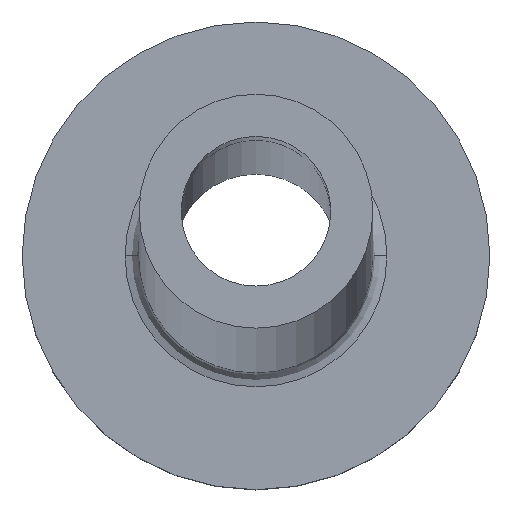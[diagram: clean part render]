
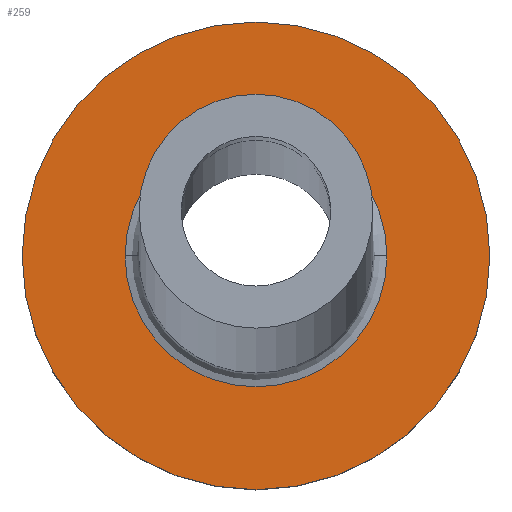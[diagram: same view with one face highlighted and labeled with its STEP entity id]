
A CAD part, top view. The second image highlights one B-rep face of the part: STEP entity #259.
In plain terms, the highlighted planar face has unit normal (0, 0, 1).
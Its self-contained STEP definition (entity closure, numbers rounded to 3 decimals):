
#14 = EDGE_CURVE ( 'NONE', #48, #405, #356, .T. ) ;
#18 = PLANE ( 'NONE',  #387 ) ;
#21 = CARTESIAN_POINT ( 'NONE',  ( -5., 0., 3. ) ) ;
#23 = DIRECTION ( 'NONE',  ( 1., 0., 0. ) ) ;
#26 = CARTESIAN_POINT ( 'NONE',  ( 2.8, 0., 3. ) ) ;
#48 = VERTEX_POINT ( 'NONE', #208 ) ;
#65 = DIRECTION ( 'NONE',  ( 1., 0., 0. ) ) ;
#91 = CIRCLE ( 'NONE', #305, 2.8 ) ;
#93 = CIRCLE ( 'NONE', #222, 5. ) ;
#100 = DIRECTION ( 'NONE',  ( 0., 0., 1. ) ) ;
#110 = EDGE_CURVE ( 'NONE', #416, #345, #93, .T. ) ;
#116 = ORIENTED_EDGE ( 'NONE', *, *, #14, .T. ) ;
#155 = DIRECTION ( 'NONE',  ( 0., 0., 1. ) ) ;
#160 = CARTESIAN_POINT ( 'NONE',  ( 0., 0., 3. ) ) ;
#161 = EDGE_LOOP ( 'NONE', ( #448, #116 ) ) ;
#162 = CARTESIAN_POINT ( 'NONE',  ( 5., 0., 3. ) ) ;
#168 = EDGE_LOOP ( 'NONE', ( #275, #281 ) ) ;
#172 = CARTESIAN_POINT ( 'NONE',  ( 0., 0., 3. ) ) ;
#176 = DIRECTION ( 'NONE',  ( 0., 0., -1. ) ) ;
#208 = CARTESIAN_POINT ( 'NONE',  ( -2.8, 0., 3. ) ) ;
#222 = AXIS2_PLACEMENT_3D ( 'NONE', #228, #155, #296 ) ;
#228 = CARTESIAN_POINT ( 'NONE',  ( 0., 0., 3. ) ) ;
#238 = DIRECTION ( 'NONE',  ( 0., 0., 1. ) ) ;
#252 = DIRECTION ( 'NONE',  ( 1., 0., 0. ) ) ;
#259 = ADVANCED_FACE ( 'NONE', ( #300, #329 ), #18, .T. ) ;
#275 = ORIENTED_EDGE ( 'NONE', *, *, #453, .T. ) ;
#281 = ORIENTED_EDGE ( 'NONE', *, *, #110, .T. ) ;
#282 = CARTESIAN_POINT ( 'NONE',  ( 0., 0., 3. ) ) ;
#285 = DIRECTION ( 'NONE',  ( 1., 0., 0. ) ) ;
#296 = DIRECTION ( 'NONE',  ( 1., 0., 0. ) ) ;
#300 = FACE_BOUND ( 'NONE', #161, .T. ) ;
#305 = AXIS2_PLACEMENT_3D ( 'NONE', #172, #459, #252 ) ;
#315 = CIRCLE ( 'NONE', #431, 5. ) ;
#329 = FACE_OUTER_BOUND ( 'NONE', #168, .T. ) ;
#345 = VERTEX_POINT ( 'NONE', #21 ) ;
#356 = CIRCLE ( 'NONE', #423, 2.8 ) ;
#377 = CARTESIAN_POINT ( 'NONE',  ( 0., 0., 3. ) ) ;
#387 = AXIS2_PLACEMENT_3D ( 'NONE', #160, #238, #23 ) ;
#405 = VERTEX_POINT ( 'NONE', #26 ) ;
#416 = VERTEX_POINT ( 'NONE', #162 ) ;
#423 = AXIS2_PLACEMENT_3D ( 'NONE', #377, #176, #65 ) ;
#431 = AXIS2_PLACEMENT_3D ( 'NONE', #282, #100, #285 ) ;
#448 = ORIENTED_EDGE ( 'NONE', *, *, #460, .T. ) ;
#453 = EDGE_CURVE ( 'NONE', #345, #416, #315, .T. ) ;
#459 = DIRECTION ( 'NONE',  ( 0., 0., -1. ) ) ;
#460 = EDGE_CURVE ( 'NONE', #405, #48, #91, .T. ) ;
